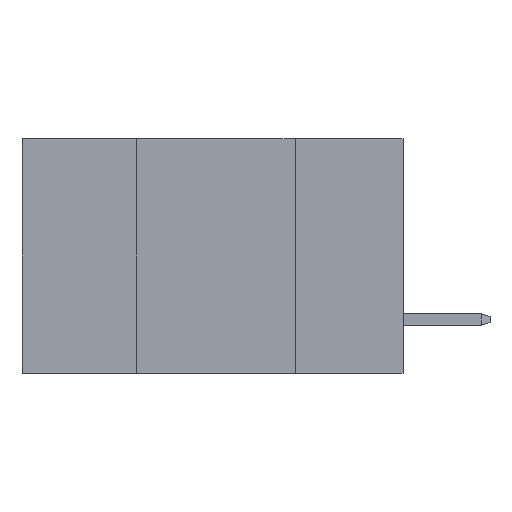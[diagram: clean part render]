
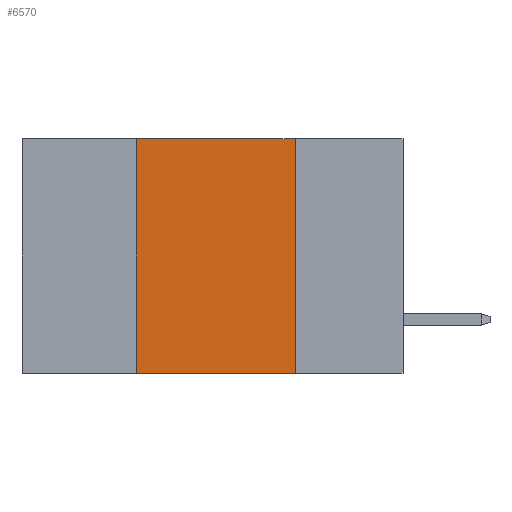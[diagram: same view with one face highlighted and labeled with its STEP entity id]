
A CAD part, left-side view. The second image highlights one B-rep face of the part: STEP entity #6570.
In plain terms, the highlighted planar face has unit normal (-1, 0, 0).
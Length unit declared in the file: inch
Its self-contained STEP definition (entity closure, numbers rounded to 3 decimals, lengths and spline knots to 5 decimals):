
#792 = LINE ( 'NONE', #985, #7984 ) ;
#985 = CARTESIAN_POINT ( 'NONE',  ( 0., 0.6, -0.37 ) ) ;
#1183 = ORIENTED_EDGE ( 'NONE', *, *, #17367, .T. ) ;
#1575 = CARTESIAN_POINT ( 'NONE',  ( 0., 0.6, 0. ) ) ;
#1677 = DIRECTION ( 'NONE',  ( 1., 0., 0. ) ) ;
#1703 = CARTESIAN_POINT ( 'NONE',  ( 0., 0.17, 0. ) ) ;
#1792 = FACE_OUTER_BOUND ( 'NONE', #9663, .T. ) ;
#2560 = CARTESIAN_POINT ( 'NONE',  ( 0., 0.17, 0. ) ) ;
#2675 = AXIS2_PLACEMENT_3D ( 'NONE', #1575, #1677, #19170 ) ;
#2812 = LINE ( 'NONE', #18838, #12703 ) ;
#4191 = EDGE_CURVE ( 'NONE', #15768, #14670, #7884, .T. ) ;
#4618 = CARTESIAN_POINT ( 'NONE',  ( 0., 0.42, 0. ) ) ;
#5416 = CARTESIAN_POINT ( 'NONE',  ( 0., 0.6, 0. ) ) ;
#5973 = VECTOR ( 'NONE', #17025, 39.37008 ) ;
#6206 = CARTESIAN_POINT ( 'NONE',  ( 0., 0.42, -0.37 ) ) ;
#6435 = VERTEX_POINT ( 'NONE', #4618 ) ;
#6570 = ADVANCED_FACE ( 'NONE', ( #1792 ), #9748, .F. ) ;
#6773 = EDGE_CURVE ( 'NONE', #9691, #6435, #2812, .T. ) ;
#7303 = VECTOR ( 'NONE', #8097, 39.37008 ) ;
#7884 = LINE ( 'NONE', #1703, #7303 ) ;
#7984 = VECTOR ( 'NONE', #18360, 39.37008 ) ;
#8097 = DIRECTION ( 'NONE',  ( 0., 0., -1. ) ) ;
#9663 = EDGE_LOOP ( 'NONE', ( #15872, #20311, #19223, #1183 ) ) ;
#9691 = VERTEX_POINT ( 'NONE', #6206 ) ;
#9748 = PLANE ( 'NONE',  #2675 ) ;
#10317 = LINE ( 'NONE', #5416, #5973 ) ;
#11384 = CARTESIAN_POINT ( 'NONE',  ( 0., 0.17, -0.37 ) ) ;
#12552 = DIRECTION ( 'NONE',  ( 0., 0., 1. ) ) ;
#12703 = VECTOR ( 'NONE', #12552, 39.37008 ) ;
#14670 = VERTEX_POINT ( 'NONE', #11384 ) ;
#15768 = VERTEX_POINT ( 'NONE', #2560 ) ;
#15872 = ORIENTED_EDGE ( 'NONE', *, *, #4191, .F. ) ;
#16960 = EDGE_CURVE ( 'NONE', #6435, #15768, #10317, .T. ) ;
#17025 = DIRECTION ( 'NONE',  ( 0., -1., 0. ) ) ;
#17367 = EDGE_CURVE ( 'NONE', #9691, #14670, #792, .T. ) ;
#18360 = DIRECTION ( 'NONE',  ( 0., -1., 0. ) ) ;
#18838 = CARTESIAN_POINT ( 'NONE',  ( 0., 0.42, 0. ) ) ;
#19170 = DIRECTION ( 'NONE',  ( 0., 0., -1. ) ) ;
#19223 = ORIENTED_EDGE ( 'NONE', *, *, #6773, .F. ) ;
#20311 = ORIENTED_EDGE ( 'NONE', *, *, #16960, .F. ) ;
